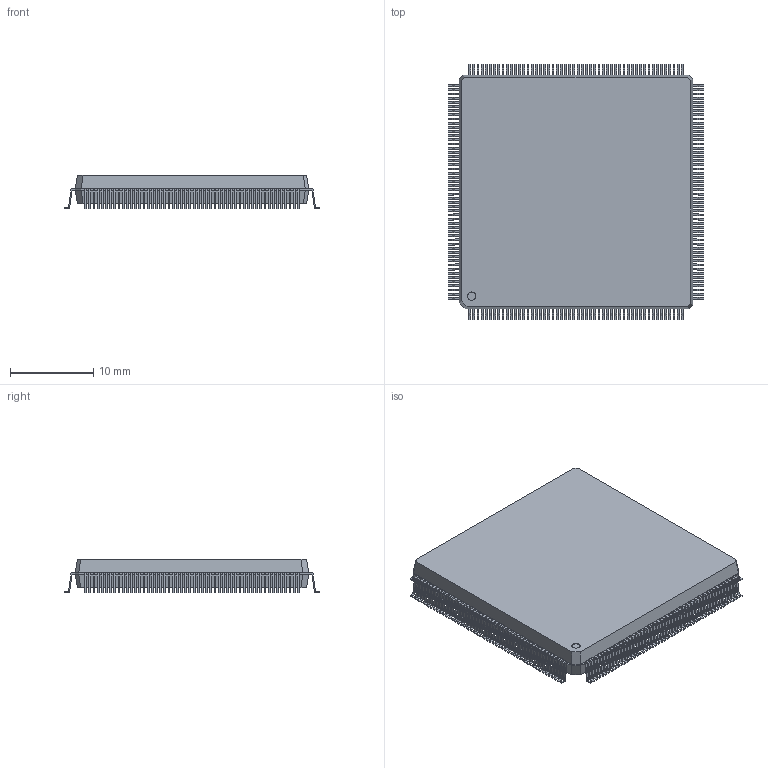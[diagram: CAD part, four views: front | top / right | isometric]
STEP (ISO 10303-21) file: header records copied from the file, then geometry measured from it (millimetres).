
FILE_DESCRIPTION(('FreeCAD Model'),'2;1');
FILE_NAME('Open CASCADE Shape Model','2025-01-19T23:11:00',(''),(''), 'Open CASCADE STEP processor 7.8','FreeCAD','Unknown');
FILE_SCHEMA(('AUTOMOTIVE_DESIGN { 1 0 10303 214 1 1 1 1 }'));
Length unit declared in the file: millimetre
Products named in the file (6): pqfp208; difference; Group; Group001; Group002; Group003
Assembly tree (5 placements, depth 2):
  pqfp208
    difference
    Group
    Group001
    Group002
    Group003
Bounding box: 30.6 x 30.6 x 4 mm (x, y, z)
Volume: 2637.2 mm3; surface area: 2387.5 mm2
Topology: 209 solids, 209 shells, 2110 faces, 5068 edges, 3379 vertices
Faces by surface type: plane 2107, bspline 2, cylinder 1
Full cylindrical faces by diameter (mm): 1 x1
Entity records: 61552 total; most frequent: CARTESIAN_POINT 10648, ORIENTED_EDGE 10136, DIRECTION 9263, EDGE_CURVE 5068, LINE 5033, VECTOR 5033, VERTEX_POINT 3379, AXIS2_PLACEMENT_3D 2115
